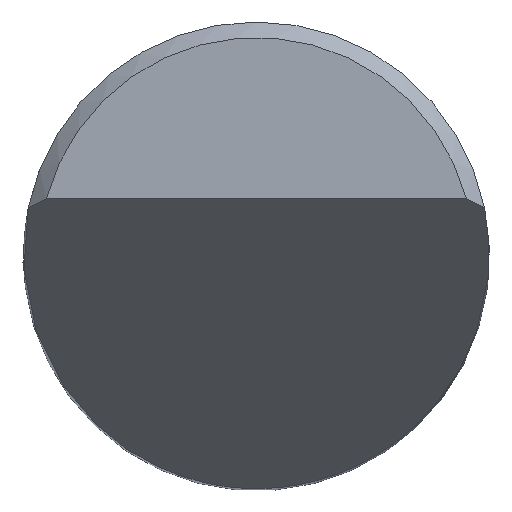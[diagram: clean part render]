
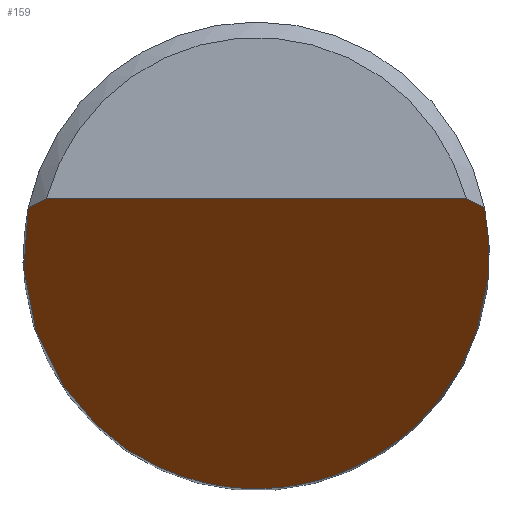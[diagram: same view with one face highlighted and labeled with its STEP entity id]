
A CAD part, top view. The second image highlights one B-rep face of the part: STEP entity #159.
In plain terms, the highlighted planar face has unit normal (0, -0.866, 0.5).
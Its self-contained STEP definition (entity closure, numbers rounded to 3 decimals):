
#146=ELLIPSE('',#914,5.996,2.998);
#159=ADVANCED_FACE('',(#228),#197,.T.);
#197=PLANE('',#921);
#228=FACE_OUTER_BOUND('',#264,.T.);
#264=EDGE_LOOP('',(#356,#357,#358,#359));
#312=B_SPLINE_CURVE_WITH_KNOTS('',3,(#1329,#1330,#1331,#1332),
 .UNSPECIFIED.,.F.,.F.,(4,4),(0.,1.),.UNSPECIFIED.);
#313=B_SPLINE_CURVE_WITH_KNOTS('',3,(#1333,#1334,#1335,#1336),
 .UNSPECIFIED.,.F.,.F.,(4,4),(0.,1.),.UNSPECIFIED.);
#356=ORIENTED_EDGE('',*,*,#631,.F.);
#357=ORIENTED_EDGE('',*,*,#628,.T.);
#358=ORIENTED_EDGE('',*,*,#630,.F.);
#359=ORIENTED_EDGE('',*,*,#624,.T.);
#550=VERTEX_POINT('',#1299);
#551=VERTEX_POINT('',#1300);
#554=VERTEX_POINT('',#1325);
#555=VERTEX_POINT('',#1326);
#624=EDGE_CURVE('',#550,#551,#146,.T.);
#628=EDGE_CURVE('',#554,#555,#716,.T.);
#630=EDGE_CURVE('',#550,#555,#312,.T.);
#631=EDGE_CURVE('',#554,#551,#313,.T.);
#716=LINE('',#1324,#777);
#777=VECTOR('',#1026,1.);
#914=AXIS2_PLACEMENT_3D('',#1298,#1018,#1019);
#921=AXIS2_PLACEMENT_3D('',#1338,#1033,#1034);
#1018=DIRECTION('',(0.,-0.866,0.5));
#1019=DIRECTION('',(0.,0.5,0.866));
#1026=DIRECTION('',(-1.,0.,0.));
#1033=DIRECTION('',(0.,-0.866,0.5));
#1034=DIRECTION('',(0.,0.5,0.866));
#1298=CARTESIAN_POINT('',(0.,0.,0.));
#1299=CARTESIAN_POINT('',(-2.936,0.606,1.05));
#1300=CARTESIAN_POINT('',(2.936,0.606,1.05));
#1324=CARTESIAN_POINT('',(-2.998,0.722,1.25));
#1325=CARTESIAN_POINT('',(2.703,0.722,1.25));
#1326=CARTESIAN_POINT('',(-2.703,0.722,1.25));
#1329=CARTESIAN_POINT('',(-2.936,0.606,1.05));
#1330=CARTESIAN_POINT('',(-2.859,0.645,1.117));
#1331=CARTESIAN_POINT('',(-2.782,0.684,1.184));
#1332=CARTESIAN_POINT('',(-2.703,0.722,1.25));
#1333=CARTESIAN_POINT('',(2.703,0.722,1.25));
#1334=CARTESIAN_POINT('',(2.782,0.684,1.184));
#1335=CARTESIAN_POINT('',(2.859,0.645,1.117));
#1336=CARTESIAN_POINT('',(2.936,0.606,1.05));
#1338=CARTESIAN_POINT('',(-0.5,0.,0.));
